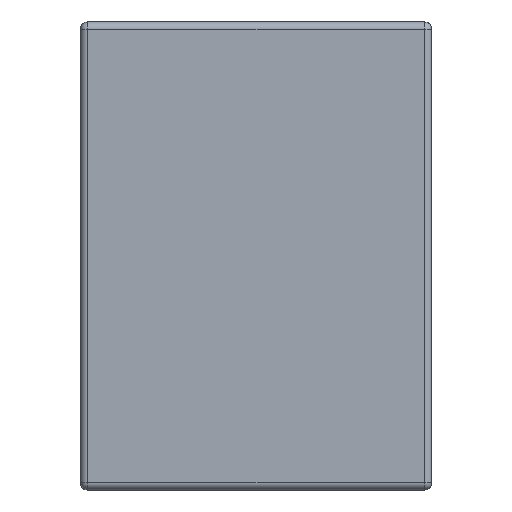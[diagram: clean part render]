
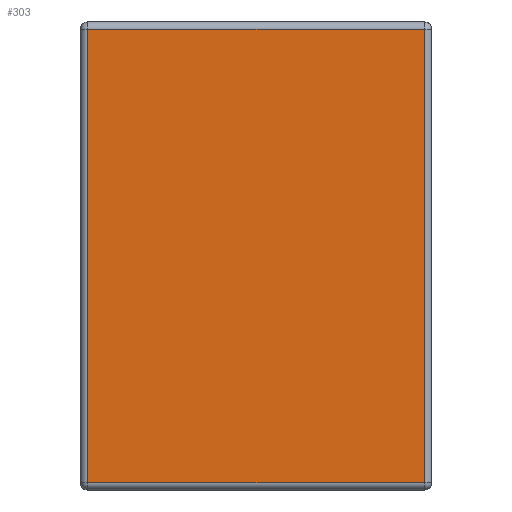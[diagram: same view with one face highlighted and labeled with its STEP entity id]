
A CAD part, left-side view. The second image highlights one B-rep face of the part: STEP entity #303.
In plain terms, the highlighted planar face has unit normal (-1, 0, 0).
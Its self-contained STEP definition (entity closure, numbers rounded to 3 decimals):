
#4 = VERTEX_POINT ( 'NONE', #1682 ) ;
#213 = DIRECTION ( 'NONE',  ( 0., 0., -1. ) ) ;
#303 = ADVANCED_FACE ( 'NONE', ( #1328 ), #488, .F. ) ;
#366 = DIRECTION ( 'NONE',  ( 1., 0., 0. ) ) ;
#433 = DIRECTION ( 'NONE',  ( 0., -1., 0. ) ) ;
#488 = PLANE ( 'NONE',  #890 ) ;
#491 = LINE ( 'NONE', #1061, #710 ) ;
#545 = ORIENTED_EDGE ( 'NONE', *, *, #938, .T. ) ;
#557 = VECTOR ( 'NONE', #756, 1000. ) ;
#591 = VERTEX_POINT ( 'NONE', #1460 ) ;
#657 = CARTESIAN_POINT ( 'NONE',  ( -1.005, 0.94, 0.625 ) ) ;
#702 = CARTESIAN_POINT ( 'NONE',  ( -1.005, 0.94, -0.605 ) ) ;
#710 = VECTOR ( 'NONE', #1617, 1000. ) ;
#756 = DIRECTION ( 'NONE',  ( 0., 0., 1. ) ) ;
#771 = EDGE_LOOP ( 'NONE', ( #828, #545, #1704, #774 ) ) ;
#772 = EDGE_CURVE ( 'NONE', #4, #1329, #1764, .T. ) ;
#774 = ORIENTED_EDGE ( 'NONE', *, *, #772, .T. ) ;
#828 = ORIENTED_EDGE ( 'NONE', *, *, #1804, .T. ) ;
#861 = VECTOR ( 'NONE', #433, 1000. ) ;
#890 = AXIS2_PLACEMENT_3D ( 'NONE', #657, #366, #213 ) ;
#938 = EDGE_CURVE ( 'NONE', #1509, #591, #1438, .T. ) ;
#1061 = CARTESIAN_POINT ( 'NONE',  ( -1.005, 0.92, 0.625 ) ) ;
#1079 = CARTESIAN_POINT ( 'NONE',  ( -1.005, 0.94, 0.605 ) ) ;
#1200 = LINE ( 'NONE', #1767, #557 ) ;
#1249 = VECTOR ( 'NONE', #1488, 1000. ) ;
#1263 = CARTESIAN_POINT ( 'NONE',  ( -1.005, 0.92, -0.605 ) ) ;
#1285 = EDGE_CURVE ( 'NONE', #591, #4, #1200, .T. ) ;
#1328 = FACE_OUTER_BOUND ( 'NONE', #771, .T. ) ;
#1329 = VERTEX_POINT ( 'NONE', #1369 ) ;
#1369 = CARTESIAN_POINT ( 'NONE',  ( -1.005, 0.92, 0.605 ) ) ;
#1438 = LINE ( 'NONE', #702, #861 ) ;
#1460 = CARTESIAN_POINT ( 'NONE',  ( -1.005, 0.02, -0.605 ) ) ;
#1488 = DIRECTION ( 'NONE',  ( 0., 1., 0. ) ) ;
#1509 = VERTEX_POINT ( 'NONE', #1263 ) ;
#1617 = DIRECTION ( 'NONE',  ( 0., 0., -1. ) ) ;
#1682 = CARTESIAN_POINT ( 'NONE',  ( -1.005, 0.02, 0.605 ) ) ;
#1704 = ORIENTED_EDGE ( 'NONE', *, *, #1285, .T. ) ;
#1764 = LINE ( 'NONE', #1079, #1249 ) ;
#1767 = CARTESIAN_POINT ( 'NONE',  ( -1.005, 0.02, 0.605 ) ) ;
#1804 = EDGE_CURVE ( 'NONE', #1329, #1509, #491, .T. ) ;
